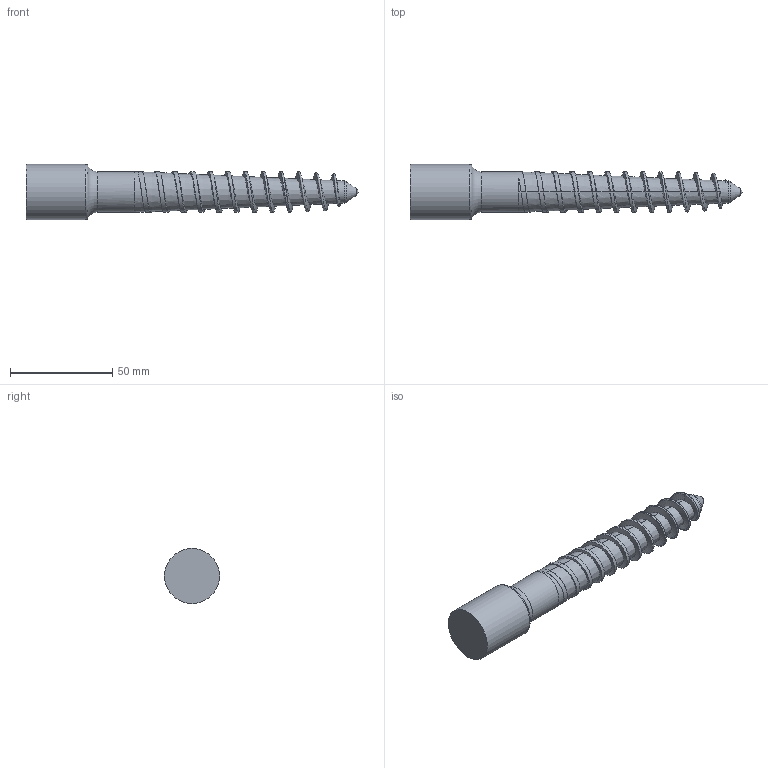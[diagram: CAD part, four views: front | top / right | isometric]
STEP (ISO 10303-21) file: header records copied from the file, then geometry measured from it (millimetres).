
FILE_DESCRIPTION( ( 'Unknown' ), '1' );
FILE_NAME( 'Schraube.stp', 'Unknown', ( 'Daniel Kreisbichler' ), ( 'Unknown' ), 'PSStep 17.0.49', 'Unknown', ' ' );
FILE_SCHEMA( ( 'AUTOMOTIVE_DESIGN { 1 0 10303 214 1 1 1 1 }' ) );
Length unit declared in the file: millimetre
Products named in the file (1): 1
Bounding box: 162.5 x 27 x 27 mm (x, y, z)
Volume: 46962.8 mm3; surface area: 12293.5 mm2
Topology: 1 solids, 1 shells, 36 faces, 98 edges, 63 vertices
Faces by surface type: cone 14, cylinder 11, bspline 6, torus 3, sphere 1, plane 1
Full cylindrical faces by diameter (mm): 20 x9, 27 x1
Entity records: 6407 total; most frequent: CARTESIAN_POINT 6022, ORIENTED_EDGE 46, DIRECTION 40, EDGE_CURVE 23, EDGE_LOOP 22, FACE_OUTER_BOUND 20, AXIS2_PLACEMENT_3D 19, VERTEX_POINT 18
